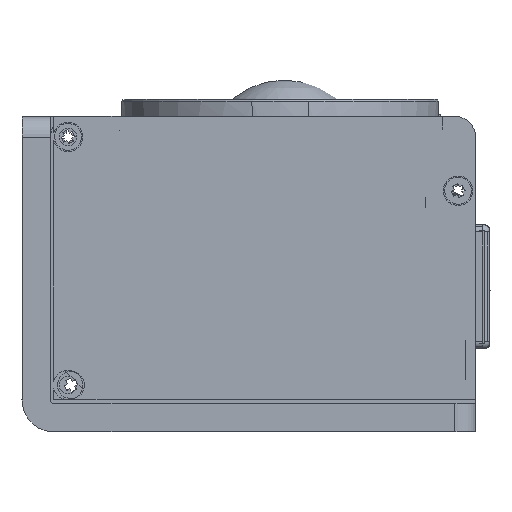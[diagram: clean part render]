
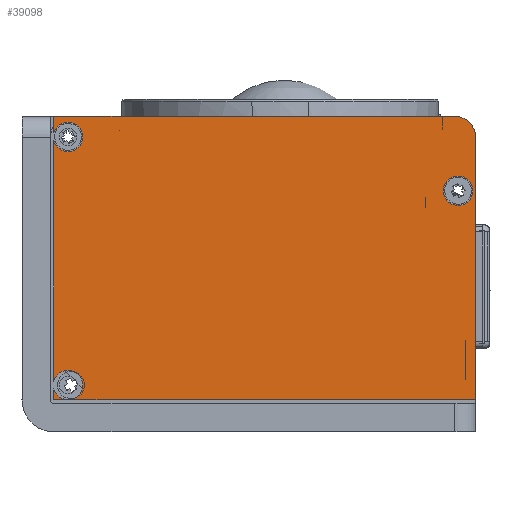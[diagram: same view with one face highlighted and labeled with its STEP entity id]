
A CAD part, front view. The second image highlights one B-rep face of the part: STEP entity #39098.
In plain terms, the highlighted planar face has unit normal (0, -1, 0).
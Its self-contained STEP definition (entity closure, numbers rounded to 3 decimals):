
#1233=FACE_BOUND('',#5824,.T.);
#2375=PLANE('',#41459);
#3950=FACE_OUTER_BOUND('',#5823,.T.);
#5823=EDGE_LOOP('',(#36265,#36266,#36267,#36268,#36269,#36270,#36271,#36272,
#36273));
#5824=EDGE_LOOP('',(#36274));
#6659=CIRCLE('',#41460,2.075);
#6660=CIRCLE('',#41461,2.075);
#6661=CIRCLE('',#41462,3.);
#6662=CIRCLE('',#41463,2.075);
#11015=LINE('',#66453,#15896);
#11016=LINE('',#66457,#15897);
#11017=LINE('',#66459,#15898);
#11018=LINE('',#66461,#15899);
#11019=LINE('',#66465,#15900);
#11020=LINE('',#66466,#15901);
#15896=VECTOR('',#50148,33.894);
#15897=VECTOR('',#50151,1.547);
#15898=VECTOR('',#50152,59.5);
#15899=VECTOR('',#50153,37.);
#15900=VECTOR('',#50156,56.5);
#15901=VECTOR('',#50157,2.347);
#20436=VERTEX_POINT('',#66449);
#20437=VERTEX_POINT('',#66450);
#20438=VERTEX_POINT('',#66452);
#20439=VERTEX_POINT('',#66454);
#20440=VERTEX_POINT('',#66456);
#20441=VERTEX_POINT('',#66458);
#20442=VERTEX_POINT('',#66460);
#20443=VERTEX_POINT('',#66462);
#20444=VERTEX_POINT('',#66464);
#20445=VERTEX_POINT('',#66467);
#26443=EDGE_CURVE('',#20436,#20437,#6659,.T.);
#26444=EDGE_CURVE('',#20436,#20438,#11015,.T.);
#26445=EDGE_CURVE('',#20439,#20438,#6660,.T.);
#26446=EDGE_CURVE('',#20439,#20440,#11016,.T.);
#26447=EDGE_CURVE('',#20440,#20441,#11017,.T.);
#26448=EDGE_CURVE('',#20441,#20442,#11018,.T.);
#26449=EDGE_CURVE('',#20443,#20442,#6661,.T.);
#26450=EDGE_CURVE('',#20443,#20444,#11019,.T.);
#26451=EDGE_CURVE('',#20444,#20437,#11020,.T.);
#26452=EDGE_CURVE('',#20445,#20445,#6662,.T.);
#36265=ORIENTED_EDGE('',*,*,#26443,.F.);
#36266=ORIENTED_EDGE('',*,*,#26444,.T.);
#36267=ORIENTED_EDGE('',*,*,#26445,.F.);
#36268=ORIENTED_EDGE('',*,*,#26446,.T.);
#36269=ORIENTED_EDGE('',*,*,#26447,.T.);
#36270=ORIENTED_EDGE('',*,*,#26448,.T.);
#36271=ORIENTED_EDGE('',*,*,#26449,.F.);
#36272=ORIENTED_EDGE('',*,*,#26450,.T.);
#36273=ORIENTED_EDGE('',*,*,#26451,.T.);
#36274=ORIENTED_EDGE('',*,*,#26452,.F.);
#39098=ADVANCED_FACE('',(#3950,#1233),#2375,.F.);
#41459=AXIS2_PLACEMENT_3D('',#66448,#50144,#50145);
#41460=AXIS2_PLACEMENT_3D('',#66451,#50146,#50147);
#41461=AXIS2_PLACEMENT_3D('',#66455,#50149,#50150);
#41462=AXIS2_PLACEMENT_3D('',#66463,#50154,#50155);
#41463=AXIS2_PLACEMENT_3D('',#66468,#50158,#50159);
#50144=DIRECTION('center_axis',(0.,1.,0.));
#50145=DIRECTION('ref_axis',(-1.,0.,0.));
#50146=DIRECTION('center_axis',(0.,-1.,0.));
#50147=DIRECTION('ref_axis',(-1.,0.,0.));
#50148=DIRECTION('',(0.,0.,-1.));
#50149=DIRECTION('center_axis',(0.,-1.,0.));
#50150=DIRECTION('ref_axis',(-1.,0.,0.));
#50151=DIRECTION('',(0.,0.,-1.));
#50152=DIRECTION('',(1.,0.,0.));
#50153=DIRECTION('',(0.,0.,1.));
#50154=DIRECTION('center_axis',(0.,1.,0.));
#50155=DIRECTION('ref_axis',(0.707,0.,0.707));
#50156=DIRECTION('',(-1.,0.,0.));
#50157=DIRECTION('',(0.,0.,-1.));
#50158=DIRECTION('center_axis',(0.,-1.,0.));
#50159=DIRECTION('ref_axis',(-1.,0.,0.));
#66448=CARTESIAN_POINT('Origin',(0.15,-51.5,20.9));
#66449=CARTESIAN_POINT('',(-29.6,-51.5,38.447));
#66450=CARTESIAN_POINT('',(-29.6,-51.5,39.553));
#66451=CARTESIAN_POINT('Origin',(-27.6,-51.5,39.));
#66452=CARTESIAN_POINT('',(-29.6,-51.5,4.553));
#66453=CARTESIAN_POINT('',(-29.6,-51.5,41.9));
#66454=CARTESIAN_POINT('',(-29.6,-51.5,3.447));
#66455=CARTESIAN_POINT('Origin',(-27.6,-51.5,4.));
#66456=CARTESIAN_POINT('',(-29.6,-51.5,1.9));
#66457=CARTESIAN_POINT('',(-29.6,-51.5,41.9));
#66458=CARTESIAN_POINT('',(29.9,-51.5,1.9));
#66459=CARTESIAN_POINT('',(-14.725,-51.5,1.9));
#66460=CARTESIAN_POINT('',(29.9,-51.5,38.9));
#66461=CARTESIAN_POINT('',(29.9,-51.5,-0.1));
#66462=CARTESIAN_POINT('',(26.9,-51.5,41.9));
#66463=CARTESIAN_POINT('Origin',(26.9,-51.5,38.9));
#66464=CARTESIAN_POINT('',(-29.6,-51.5,41.9));
#66465=CARTESIAN_POINT('',(29.9,-51.5,41.9));
#66466=CARTESIAN_POINT('',(-29.6,-51.5,41.9));
#66467=CARTESIAN_POINT('',(29.475,-51.5,31.4));
#66468=CARTESIAN_POINT('Origin',(27.4,-51.5,31.4));
